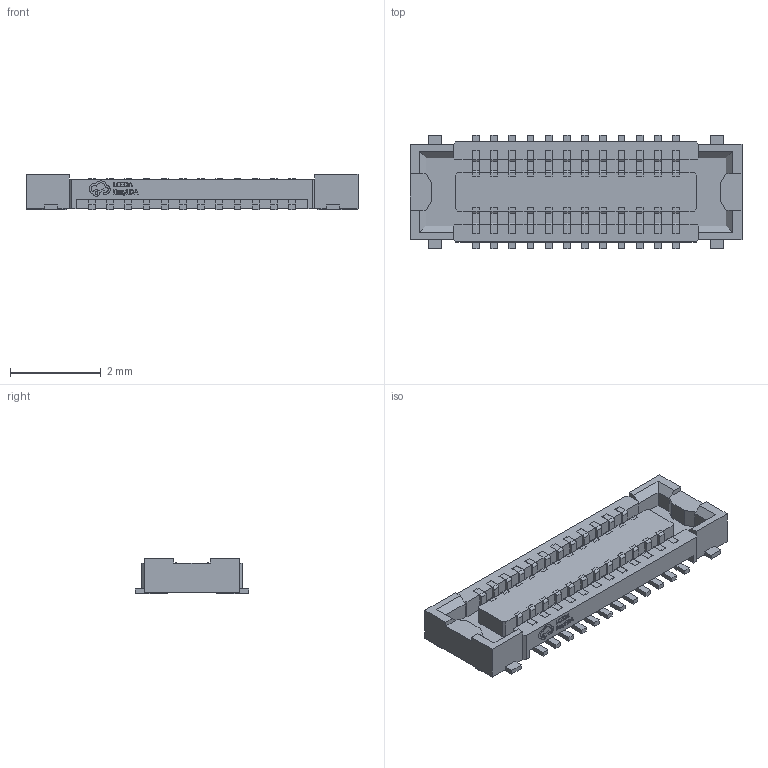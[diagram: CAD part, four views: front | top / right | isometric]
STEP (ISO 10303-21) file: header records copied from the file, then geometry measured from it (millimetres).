
FILE_DESCRIPTION(('FreeCAD Model'),'2;1');
FILE_NAME('Open CASCADE Shape Model','2024-05-29T09:31:31',(''),(''), 'Open CASCADE STEP processor 7.6','FreeCAD','Unknown');
FILE_SCHEMA(('AUTOMOTIVE_DESIGN { 1 0 10303 214 1 1 1 1 }'));
Length unit declared in the file: millimetre
Products named in the file (17): U2; CONN-SMD_24P-P0.40_OK-14F024-04; COMPOUND015; COMPOUND001; COMPOUND002; COMPOUND003; COMPOUND004; COMPOUND005; COMPOUND006; COMPOUND007; COMPOUND008; COMPOUND009; COMPOUND010; COMPOUND011; COMPOUND012; COMPOUND013; COMPOUND014
Assembly tree (16 placements, depth 4):
  U2
    CONN-SMD_24P-P0.40_OK-14F024-04
      COMPOUND015
        COMPOUND001
        COMPOUND002
        COMPOUND003
        COMPOUND004
        COMPOUND005
        COMPOUND006
        COMPOUND007
        COMPOUND008
        COMPOUND009
        COMPOUND010
        COMPOUND011
        COMPOUND012
        COMPOUND013
        COMPOUND014
Bounding box: 7.3 x 2.5 x 0.77 mm (x, y, z)
Volume: 8.3 mm3; surface area: 65.4 mm2
Topology: 14 solids, 14 shells, 980 faces, 2739 edges, 1818 vertices
Faces by surface type: plane 744, cylinder 124, bspline 112
Entity records: 37615 total; most frequent: CARTESIAN_POINT 7658, ORIENTED_EDGE 5478, DIRECTION 4529, EDGE_CURVE 2739, LINE 2263, VECTOR 2263, VERTEX_POINT 1818, AXIS2_PLACEMENT_3D 1133
